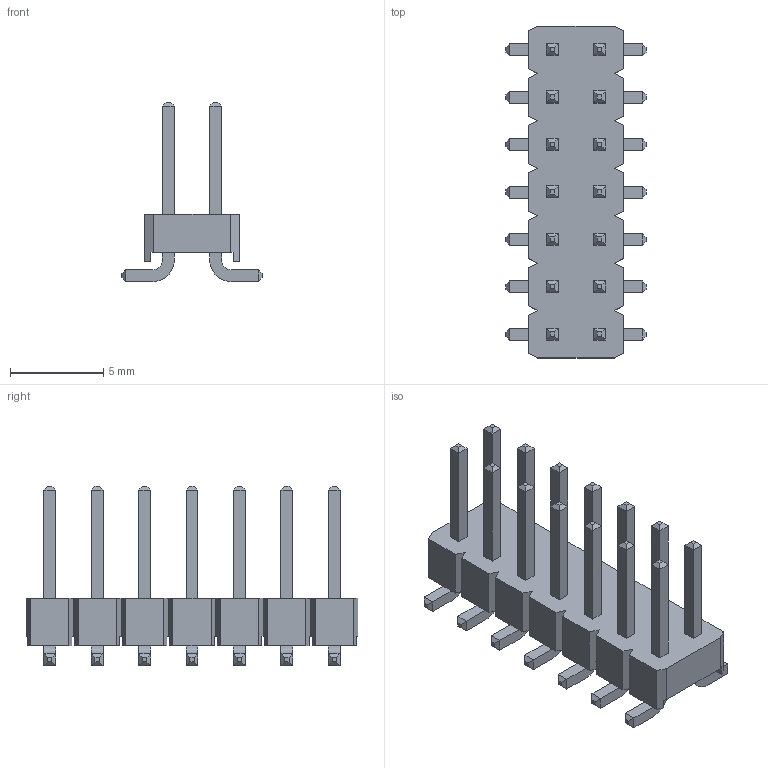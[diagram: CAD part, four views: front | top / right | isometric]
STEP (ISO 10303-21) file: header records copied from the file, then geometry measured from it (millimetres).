
FILE_DESCRIPTION(/* description */ ('Unknown'),/* implementation_level */ '2;1');
FILE_NAME(/* name */ 'J_Wurth_WR-PHD_61031421121',/* time_stamp */ '2025-04-14T10:20:05+08:00',/* author */ ('Unknown'),/* organization */ ('Unknown'),/* preprocessor_version */ 'ST-DEVELOPER v19.4',/* originating_system */ 'Solid Edge',/* authorisation */ 'Unknown');
FILE_SCHEMA (('AUTOMOTIVE_DESIGN {1 0 10303 214 3 1 1}'));
Length unit declared in the file: millimetre
Products named in the file (2): J_Wurth_WR-PHD_61031421121
Assembly tree (1 placements, depth 2):
  J_Wurth_WR-PHD_61031421121
    J_Wurth_WR-PHD_61031421121
Bounding box: 7.5 x 17.78 x 9.6 mm (x, y, z)
Volume: 238.5 mm3; surface area: 645.7 mm2
Topology: 1 solids, 1 shells, 382 faces, 944 edges, 592 vertices
Faces by surface type: plane 354, cylinder 28
Entity records: 13685 total; most frequent: CARTESIAN_POINT 1920, ORIENTED_EDGE 1888, DIRECTION 1768, EDGE_CURVE 944, LINE 888, VECTOR 888, VERTEX_POINT 592, AXIS2_PLACEMENT_3D 440
